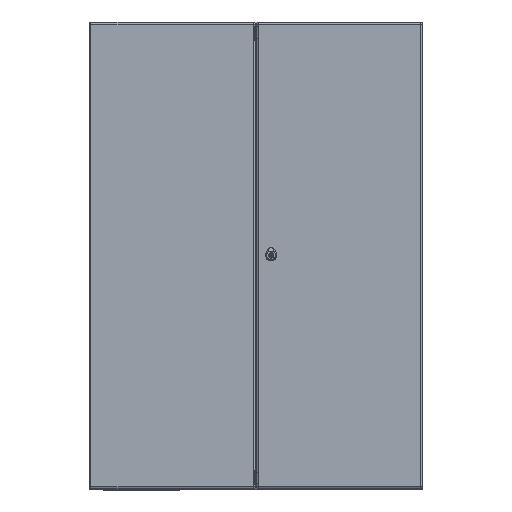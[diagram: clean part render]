
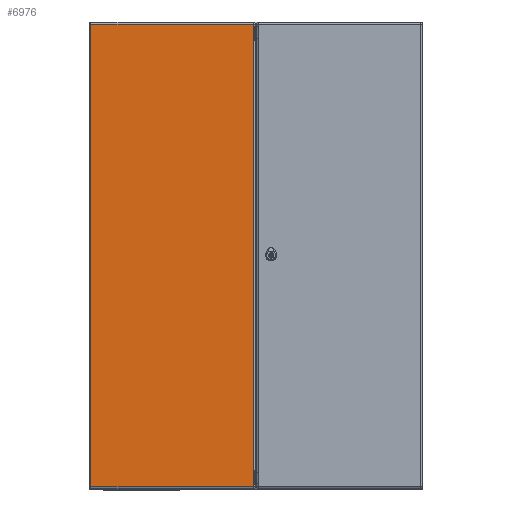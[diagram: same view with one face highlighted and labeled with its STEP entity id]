
A CAD part, top view. The second image highlights one B-rep face of the part: STEP entity #6976.
In plain terms, the highlighted face is planar.
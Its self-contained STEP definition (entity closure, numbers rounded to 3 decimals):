
#6976=ADVANCED_FACE('',(#8549),#7714,.F.);
#7714=PLANE('',#27278);
#8549=FACE_OUTER_BOUND('',#10075,.T.);
#10075=EDGE_LOOP('',(#15241,#15242,#15243,#15244));
#15241=ORIENTED_EDGE('',*,*,#21705,.T.);
#15242=ORIENTED_EDGE('',*,*,#21706,.T.);
#15243=ORIENTED_EDGE('',*,*,#21707,.T.);
#15244=ORIENTED_EDGE('',*,*,#21708,.T.);
#18822=VERTEX_POINT('',#44916);
#18823=VERTEX_POINT('',#44917);
#18824=VERTEX_POINT('',#44919);
#18825=VERTEX_POINT('',#44921);
#21705=EDGE_CURVE('',#18822,#18823,#23607,.T.);
#21706=EDGE_CURVE('',#18823,#18824,#23608,.T.);
#21707=EDGE_CURVE('',#18824,#18825,#23609,.T.);
#21708=EDGE_CURVE('',#18825,#18822,#23610,.T.);
#23607=LINE('',#44915,#25057);
#23608=LINE('',#44918,#25058);
#23609=LINE('',#44920,#25059);
#23610=LINE('',#44922,#25060);
#25057=VECTOR('',#32696,1.);
#25058=VECTOR('',#32697,1.);
#25059=VECTOR('',#32698,1.);
#25060=VECTOR('',#32699,1.);
#27278=AXIS2_PLACEMENT_3D('',#44923,#32700,#32701);
#32696=DIRECTION('',(-1.,0.,0.));
#32697=DIRECTION('',(0.,1.,0.));
#32698=DIRECTION('',(1.,0.,0.));
#32699=DIRECTION('',(0.,-1.,0.));
#32700=DIRECTION('',(0.,0.,1.));
#32701=DIRECTION('',(1.,0.,0.));
#44915=CARTESIAN_POINT('',(0.,-693.5,0.));
#44916=CARTESIAN_POINT('',(244.,-693.5,0.));
#44917=CARTESIAN_POINT('',(-244.,-693.5,0.));
#44918=CARTESIAN_POINT('',(-244.,0.,0.));
#44919=CARTESIAN_POINT('',(-244.,693.5,0.));
#44920=CARTESIAN_POINT('',(0.,693.5,0.));
#44921=CARTESIAN_POINT('',(244.,693.5,0.));
#44922=CARTESIAN_POINT('',(244.,0.,0.));
#44923=CARTESIAN_POINT('',(0.,0.,0.));
